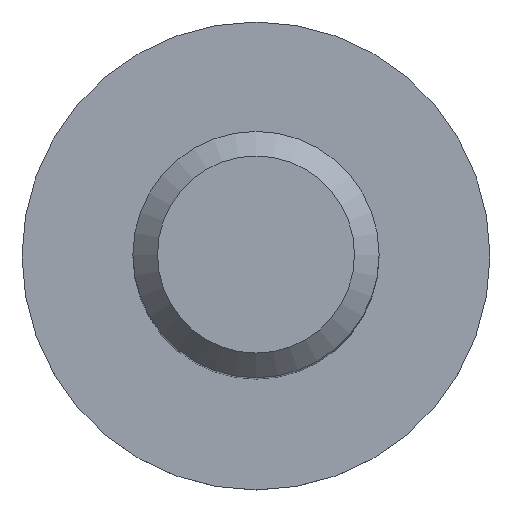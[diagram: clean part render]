
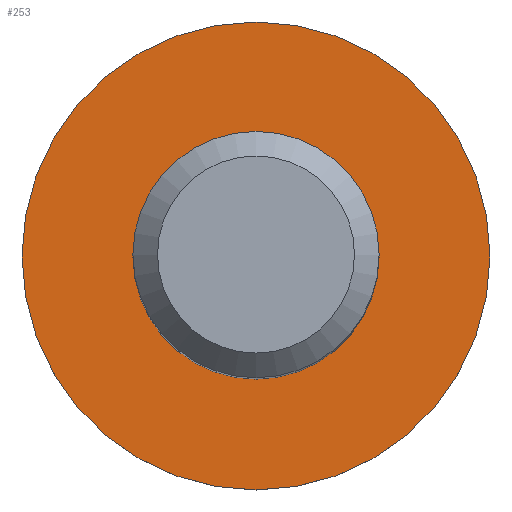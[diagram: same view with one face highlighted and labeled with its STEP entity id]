
A CAD part, top view. The second image highlights one B-rep face of the part: STEP entity #253.
In plain terms, the highlighted planar face has unit normal (0, 0, 1).
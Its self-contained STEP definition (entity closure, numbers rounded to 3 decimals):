
#17=FACE_BOUND('',#67,.T.);
#27=PLANE('',#299);
#44=FACE_OUTER_BOUND('',#66,.T.);
#66=EDGE_LOOP('',(#197));
#67=EDGE_LOOP('',(#198));
#112=CIRCLE('',#284,1.5);
#115=CIRCLE('',#290,2.85);
#124=VERTEX_POINT('',#401);
#128=VERTEX_POINT('',#415);
#144=EDGE_CURVE('',#124,#124,#112,.T.);
#149=EDGE_CURVE('',#128,#128,#115,.T.);
#197=ORIENTED_EDGE('',*,*,#149,.F.);
#198=ORIENTED_EDGE('',*,*,#144,.T.);
#253=ADVANCED_FACE('',(#44,#17),#27,.F.);
#284=AXIS2_PLACEMENT_3D('',#403,#324,#325);
#290=AXIS2_PLACEMENT_3D('',#417,#337,#338);
#299=AXIS2_PLACEMENT_3D('',#431,#355,#356);
#324=DIRECTION('center_axis',(0.,0.,-1.));
#325=DIRECTION('ref_axis',(-1.,0.,0.));
#337=DIRECTION('center_axis',(0.,0.,-1.));
#338=DIRECTION('ref_axis',(-1.,0.,0.));
#355=DIRECTION('center_axis',(0.,0.,-1.));
#356=DIRECTION('ref_axis',(-1.,0.,0.));
#401=CARTESIAN_POINT('',(1.5,0.,1.65));
#403=CARTESIAN_POINT('Origin',(0.,0.,1.65));
#415=CARTESIAN_POINT('',(2.85,0.,1.65));
#417=CARTESIAN_POINT('Origin',(0.,0.,1.65));
#431=CARTESIAN_POINT('Origin',(0.,-2.85,1.65));
